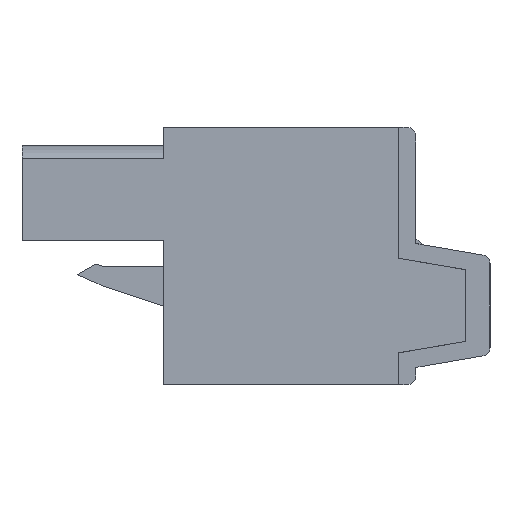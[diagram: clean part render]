
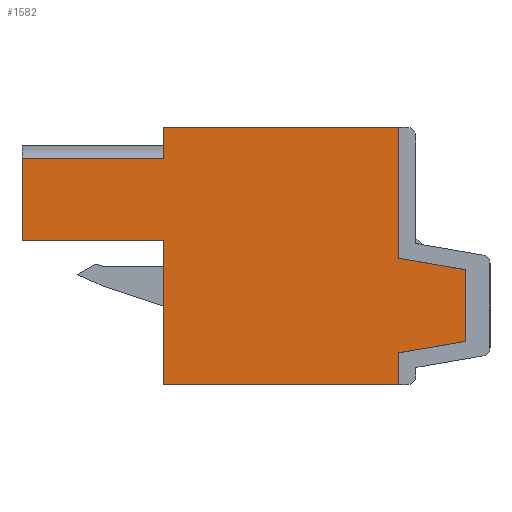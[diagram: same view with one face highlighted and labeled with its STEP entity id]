
A CAD part, left-side view. The second image highlights one B-rep face of the part: STEP entity #1582.
In plain terms, the highlighted planar face has unit normal (-1, 0, 0).
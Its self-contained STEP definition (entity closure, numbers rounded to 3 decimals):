
#1582 = ADVANCED_FACE( '', ( #3958 ), #3959, .F. );
#3958 = FACE_OUTER_BOUND( '', #7432, .T. );
#3959 = PLANE( '', #7433 );
#7432 = EDGE_LOOP( '', ( #11042, #11043, #11044, #11045, #11046, #11047, #11048, #11049, #11050, #11051, #11052, #11053 ) );
#7433 = AXIS2_PLACEMENT_3D( '', #11054, #11055, #11056 );
#11042 = ORIENTED_EDGE( '', *, *, #21467, .F. );
#11043 = ORIENTED_EDGE( '', *, *, #21468, .F. );
#11044 = ORIENTED_EDGE( '', *, *, #21458, .F. );
#11045 = ORIENTED_EDGE( '', *, *, #21469, .F. );
#11046 = ORIENTED_EDGE( '', *, *, #21470, .T. );
#11047 = ORIENTED_EDGE( '', *, *, #21471, .F. );
#11048 = ORIENTED_EDGE( '', *, *, #21472, .F. );
#11049 = ORIENTED_EDGE( '', *, *, #21473, .F. );
#11050 = ORIENTED_EDGE( '', *, *, #21474, .F. );
#11051 = ORIENTED_EDGE( '', *, *, #21475, .F. );
#11052 = ORIENTED_EDGE( '', *, *, #21476, .F. );
#11053 = ORIENTED_EDGE( '', *, *, #21477, .F. );
#11054 = CARTESIAN_POINT( '', ( -22.86, 0., 0. ) );
#11055 = DIRECTION( '', ( 1., 0., 0. ) );
#11056 = DIRECTION( '', ( 0., 0., -1. ) );
#21458 = EDGE_CURVE( '', #25724, #25719, #25726, .T. );
#21467 = EDGE_CURVE( '', #25741, #25742, #25743, .T. );
#21468 = EDGE_CURVE( '', #25719, #25741, #25744, .T. );
#21469 = EDGE_CURVE( '', #25745, #25724, #25746, .T. );
#21470 = EDGE_CURVE( '', #25745, #25747, #25748, .T. );
#21471 = EDGE_CURVE( '', #25749, #25747, #25750, .T. );
#21472 = EDGE_CURVE( '', #25751, #25749, #25752, .T. );
#21473 = EDGE_CURVE( '', #25753, #25751, #25754, .T. );
#21474 = EDGE_CURVE( '', #25755, #25753, #25756, .T. );
#21475 = EDGE_CURVE( '', #25757, #25755, #25758, .T. );
#21476 = EDGE_CURVE( '', #25759, #25757, #25760, .T. );
#21477 = EDGE_CURVE( '', #25742, #25759, #25761, .T. );
#25719 = VERTEX_POINT( '', #32003 );
#25724 = VERTEX_POINT( '', #32010 );
#25726 = LINE( '', #32013, #32014 );
#25741 = VERTEX_POINT( '', #32047 );
#25742 = VERTEX_POINT( '', #32048 );
#25743 = LINE( '', #32049, #32050 );
#25744 = LINE( '', #32051, #32052 );
#25745 = VERTEX_POINT( '', #32053 );
#25746 = LINE( '', #32054, #32055 );
#25747 = VERTEX_POINT( '', #32056 );
#25748 = LINE( '', #32057, #32058 );
#25749 = VERTEX_POINT( '', #32059 );
#25750 = LINE( '', #32060, #32061 );
#25751 = VERTEX_POINT( '', #32062 );
#25752 = LINE( '', #32063, #32064 );
#25753 = VERTEX_POINT( '', #32065 );
#25754 = LINE( '', #32066, #32067 );
#25755 = VERTEX_POINT( '', #32068 );
#25756 = LINE( '', #32069, #32070 );
#25757 = VERTEX_POINT( '', #32071 );
#25758 = LINE( '', #32072, #32073 );
#25759 = VERTEX_POINT( '', #32074 );
#25760 = LINE( '', #32075, #32076 );
#25761 = LINE( '', #32077, #32078 );
#32003 = CARTESIAN_POINT( '', ( -22.86, 15.245, 6.697 ) );
#32010 = CARTESIAN_POINT( '', ( -22.86, 23.445, 6.697 ) );
#32013 = CARTESIAN_POINT( '', ( -22.86, 23.445, 6.697 ) );
#32014 = VECTOR( '', #40805, 1000. );
#32047 = CARTESIAN_POINT( '', ( -22.86, 15.245, 8.497 ) );
#32048 = CARTESIAN_POINT( '', ( -22.86, 1.635, 8.497 ) );
#32049 = CARTESIAN_POINT( '', ( -22.86, 15.245, 8.497 ) );
#32050 = VECTOR( '', #40815, 1000. );
#32051 = CARTESIAN_POINT( '', ( -22.86, 15.245, -6.403 ) );
#32052 = VECTOR( '', #40816, 1000. );
#32053 = CARTESIAN_POINT( '', ( -22.86, 23.445, 1.947 ) );
#32054 = CARTESIAN_POINT( '', ( -22.86, 23.445, 1.947 ) );
#32055 = VECTOR( '', #40817, 1000. );
#32056 = CARTESIAN_POINT( '', ( -22.86, 15.245, 1.947 ) );
#32057 = CARTESIAN_POINT( '', ( -22.86, 23.445, 1.947 ) );
#32058 = VECTOR( '', #40818, 1000. );
#32059 = CARTESIAN_POINT( '', ( -22.86, 15.245, -6.403 ) );
#32060 = CARTESIAN_POINT( '', ( -22.86, 15.245, -6.403 ) );
#32061 = VECTOR( '', #40819, 1000. );
#32062 = CARTESIAN_POINT( '', ( -22.86, 1.635, -6.403 ) );
#32063 = CARTESIAN_POINT( '', ( -22.86, 1.635, -6.403 ) );
#32064 = VECTOR( '', #40820, 1000. );
#32065 = CARTESIAN_POINT( '', ( -22.86, 1.635, -4.563 ) );
#32066 = CARTESIAN_POINT( '', ( -22.86, 1.635, -4.563 ) );
#32067 = VECTOR( '', #40821, 1000. );
#32068 = CARTESIAN_POINT( '', ( -22.86, -2.248, -3.898 ) );
#32069 = CARTESIAN_POINT( '', ( -22.86, -2.248, -3.898 ) );
#32070 = VECTOR( '', #40822, 1000. );
#32071 = CARTESIAN_POINT( '', ( -22.86, -2.248, 0.252 ) );
#32072 = CARTESIAN_POINT( '', ( -22.86, -2.248, 0.252 ) );
#32073 = VECTOR( '', #40823, 1000. );
#32074 = CARTESIAN_POINT( '', ( -22.86, 1.635, 0.917 ) );
#32075 = CARTESIAN_POINT( '', ( -22.86, 1.635, 0.917 ) );
#32076 = VECTOR( '', #40824, 1000. );
#32077 = CARTESIAN_POINT( '', ( -22.86, 1.635, 8.497 ) );
#32078 = VECTOR( '', #40825, 1000. );
#40805 = DIRECTION( '', ( 0., -1., 0. ) );
#40815 = DIRECTION( '', ( 0., -1., 0. ) );
#40816 = DIRECTION( '', ( 0., 0., 1. ) );
#40817 = DIRECTION( '', ( 0., 0., 1. ) );
#40818 = DIRECTION( '', ( 0., -1., 0. ) );
#40819 = DIRECTION( '', ( 0., 0., 1. ) );
#40820 = DIRECTION( '', ( 0., 1., 0. ) );
#40821 = DIRECTION( '', ( 0., 0., -1. ) );
#40822 = DIRECTION( '', ( 0., 0.986, -0.169 ) );
#40823 = DIRECTION( '', ( 0., 0., -1. ) );
#40824 = DIRECTION( '', ( 0., -0.986, -0.169 ) );
#40825 = DIRECTION( '', ( 0., 0., -1. ) );
